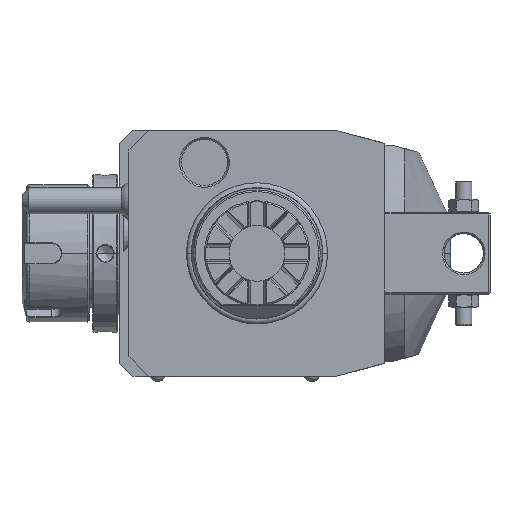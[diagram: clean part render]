
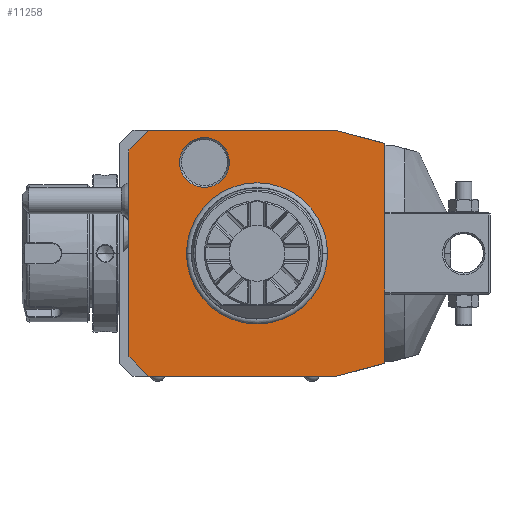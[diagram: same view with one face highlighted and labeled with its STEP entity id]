
A CAD part, front view. The second image highlights one B-rep face of the part: STEP entity #11258.
In plain terms, the highlighted planar face has unit normal (0, -1, 0).
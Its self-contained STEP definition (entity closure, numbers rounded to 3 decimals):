
#1=DIRECTION('',(-0.966,0.,0.259));
#2=VECTOR('',#1,15.529);
#3=CARTESIAN_POINT('',(39.,0.,33.481));
#4=LINE('',#3,#2);
#5=DIRECTION('',(0.,0.,1.));
#6=VECTOR('',#5,66.962);
#7=CARTESIAN_POINT('',(39.,0.,-33.481));
#8=LINE('',#7,#6);
#9=DIRECTION('',(0.966,0.,0.259));
#10=VECTOR('',#9,15.529);
#11=CARTESIAN_POINT('',(24.,0.,-37.5));
#12=LINE('',#11,#10);
#13=DIRECTION('',(1.,0.,0.));
#14=VECTOR('',#13,57.);
#15=CARTESIAN_POINT('',(-33.,0.,-37.5));
#16=LINE('',#15,#14);
#17=DIRECTION('',(0.707,0.,-0.707));
#18=VECTOR('',#17,8.485);
#19=CARTESIAN_POINT('',(-39.,0.,-31.5));
#20=LINE('',#19,#18);
#21=DIRECTION('',(0.,0.,-1.));
#22=VECTOR('',#21,63.);
#23=CARTESIAN_POINT('',(-39.,0.,31.5));
#24=LINE('',#23,#22);
#25=DIRECTION('',(-0.707,0.,-0.707));
#26=VECTOR('',#25,8.485);
#27=CARTESIAN_POINT('',(-33.,0.,37.5));
#28=LINE('',#27,#26);
#29=DIRECTION('',(-1.,0.,0.));
#30=VECTOR('',#29,57.);
#31=CARTESIAN_POINT('',(24.,0.,37.5));
#32=LINE('',#31,#30);
#33=CARTESIAN_POINT('',(-16.,0.,27.713));
#34=DIRECTION('',(0.,1.,0.));
#35=DIRECTION('',(1.,0.,0.));
#36=AXIS2_PLACEMENT_3D('',#33,#34,#35);
#38=CARTESIAN_POINT('',(-16.,0.,27.713));
#39=DIRECTION('',(0.,1.,0.));
#40=DIRECTION('',(-1.,0.,0.));
#41=AXIS2_PLACEMENT_3D('',#38,#39,#40);
#7393=CARTESIAN_POINT('',(0.,0.,0.));
#7394=DIRECTION('',(0.,-1.,0.));
#7395=DIRECTION('',(1.,0.,0.));
#7396=AXIS2_PLACEMENT_3D('',#7393,#7394,#7395);
#7398=CARTESIAN_POINT('',(0.,0.,0.));
#7399=DIRECTION('',(0.,-1.,0.));
#7400=DIRECTION('',(-1.,0.,0.));
#7401=AXIS2_PLACEMENT_3D('',#7398,#7399,#7400);
#10097=CARTESIAN_POINT('',(-8.423,0.,27.713));
#10098=CARTESIAN_POINT('',(-23.577,0.,27.713));
#10099=VERTEX_POINT('',#10097);
#10100=VERTEX_POINT('',#10098);
#11059=CARTESIAN_POINT('',(39.,0.,33.481));
#11060=CARTESIAN_POINT('',(24.,0.,37.5));
#11061=VERTEX_POINT('',#11059);
#11062=VERTEX_POINT('',#11060);
#11063=CARTESIAN_POINT('',(-33.,0.,37.5));
#11064=VERTEX_POINT('',#11063);
#11065=CARTESIAN_POINT('',(-39.,0.,31.5));
#11066=VERTEX_POINT('',#11065);
#11067=CARTESIAN_POINT('',(-39.,0.,-31.5));
#11068=VERTEX_POINT('',#11067);
#11069=CARTESIAN_POINT('',(-33.,0.,-37.5));
#11070=VERTEX_POINT('',#11069);
#11071=CARTESIAN_POINT('',(24.,0.,-37.5));
#11072=VERTEX_POINT('',#11071);
#11073=CARTESIAN_POINT('',(39.,0.,-33.481));
#11074=VERTEX_POINT('',#11073);
#11115=CARTESIAN_POINT('',(21.137,0.,0.));
#11116=CARTESIAN_POINT('',(-21.137,0.,0.));
#11117=VERTEX_POINT('',#11115);
#11118=VERTEX_POINT('',#11116);
#11223=CARTESIAN_POINT('',(0.,0.,0.));
#11224=DIRECTION('',(0.,-1.,0.));
#11225=DIRECTION('',(-1.,0.,0.));
#11226=AXIS2_PLACEMENT_3D('',#11223,#11224,#11225);
#11227=PLANE('',#11226);
#11229=ORIENTED_EDGE('',*,*,#11228,.F.);
#11231=ORIENTED_EDGE('',*,*,#11230,.F.);
#11233=ORIENTED_EDGE('',*,*,#11232,.F.);
#11235=ORIENTED_EDGE('',*,*,#11234,.F.);
#11237=ORIENTED_EDGE('',*,*,#11236,.F.);
#11239=ORIENTED_EDGE('',*,*,#11238,.F.);
#11241=ORIENTED_EDGE('',*,*,#11240,.F.);
#11243=ORIENTED_EDGE('',*,*,#11242,.F.);
#11244=EDGE_LOOP('',(#11229,#11231,#11233,#11235,#11237,#11239,#11241,#11243));
#11245=FACE_OUTER_BOUND('',#11244,.F.);
#11247=ORIENTED_EDGE('',*,*,#11246,.T.);
#11249=ORIENTED_EDGE('',*,*,#11248,.T.);
#11250=EDGE_LOOP('',(#11247,#11249));
#11251=FACE_BOUND('',#11250,.F.);
#11253=ORIENTED_EDGE('',*,*,#11252,.F.);
#11255=ORIENTED_EDGE('',*,*,#11254,.F.);
#11256=EDGE_LOOP('',(#11253,#11255));
#11257=FACE_BOUND('',#11256,.F.);
#37=CIRCLE('',#36,7.577);
#42=CIRCLE('',#41,7.577);
#7397=CIRCLE('',#7396,21.137);
#7402=CIRCLE('',#7401,21.137);
#11228=EDGE_CURVE('',#11061,#11062,#4,.T.);
#11230=EDGE_CURVE('',#11074,#11061,#8,.T.);
#11232=EDGE_CURVE('',#11072,#11074,#12,.T.);
#11234=EDGE_CURVE('',#11070,#11072,#16,.T.);
#11236=EDGE_CURVE('',#11068,#11070,#20,.T.);
#11238=EDGE_CURVE('',#11066,#11068,#24,.T.);
#11240=EDGE_CURVE('',#11064,#11066,#28,.T.);
#11242=EDGE_CURVE('',#11062,#11064,#32,.T.);
#11246=EDGE_CURVE('',#11117,#11118,#7397,.T.);
#11248=EDGE_CURVE('',#11118,#11117,#7402,.T.);
#11252=EDGE_CURVE('',#10099,#10100,#37,.T.);
#11254=EDGE_CURVE('',#10100,#10099,#42,.T.);
#11258=ADVANCED_FACE('',(#11245,#11251,#11257),#11227,.T.);
